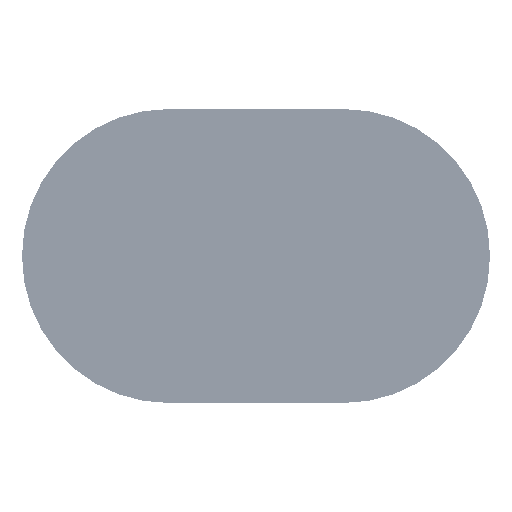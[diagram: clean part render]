
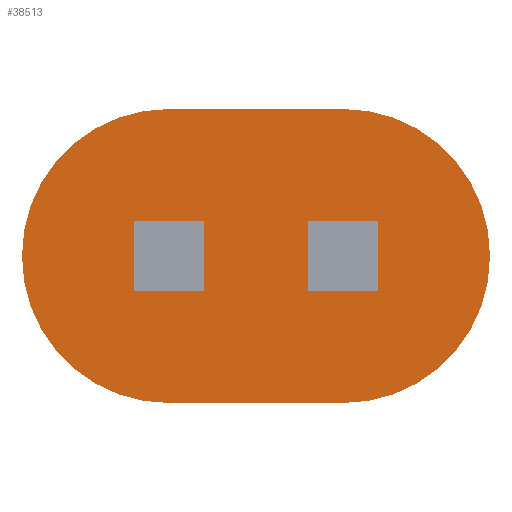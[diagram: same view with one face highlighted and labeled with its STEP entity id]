
A CAD part, front view. The second image highlights one B-rep face of the part: STEP entity #38513.
In plain terms, the highlighted planar face has unit normal (0, -1, 0).
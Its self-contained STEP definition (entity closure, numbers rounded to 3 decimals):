
#539 = AXIS2_PLACEMENT_3D ( 'NONE', #43998, #20759, #47893 ) ;
#1040 = VERTEX_POINT ( 'NONE', #2383 ) ;
#1192 = VERTEX_POINT ( 'NONE', #23624 ) ;
#1486 = VECTOR ( 'NONE', #49087, 1000. ) ;
#2134 = VERTEX_POINT ( 'NONE', #13529 ) ;
#2383 = CARTESIAN_POINT ( 'NONE',  ( 1135., 0., 1900. ) ) ;
#2812 = DIRECTION ( 'NONE',  ( 0., 1., 0. ) ) ;
#2997 = EDGE_LOOP ( 'NONE', ( #10065, #5225, #22002, #16218, #38627, #37283, #36184, #26610 ) ) ;
#4187 = DIRECTION ( 'NONE',  ( 0., 0., 1. ) ) ;
#4855 = CARTESIAN_POINT ( 'NONE',  ( -1135., 0., 1900. ) ) ;
#5090 = CIRCLE ( 'NONE', #44037, 1890. ) ;
#5225 = ORIENTED_EDGE ( 'NONE', *, *, #8952, .F. ) ;
#6026 = EDGE_CURVE ( 'NONE', #2134, #41266, #43152, .T. ) ;
#8641 = AXIS2_PLACEMENT_3D ( 'NONE', #42629, #19359, #46511 ) ;
#8952 = EDGE_CURVE ( 'NONE', #26876, #1192, #29165, .T. ) ;
#10065 = ORIENTED_EDGE ( 'NONE', *, *, #47768, .F. ) ;
#10467 = CIRCLE ( 'NONE', #32853, 1890. ) ;
#13473 = DIRECTION ( 'NONE',  ( 0., 0., -1. ) ) ;
#13492 = PLANE ( 'NONE',  #18968 ) ;
#13529 = CARTESIAN_POINT ( 'NONE',  ( -3025., 0., -10. ) ) ;
#16218 = ORIENTED_EDGE ( 'NONE', *, *, #32540, .F. ) ;
#16597 = CARTESIAN_POINT ( 'NONE',  ( 3025., 0., 10. ) ) ;
#18259 = CARTESIAN_POINT ( 'NONE',  ( -3025., 0., 10. ) ) ;
#18968 = AXIS2_PLACEMENT_3D ( 'NONE', #40709, #44614, #21368 ) ;
#19359 = DIRECTION ( 'NONE',  ( 0., 1., 0. ) ) ;
#20351 = CARTESIAN_POINT ( 'NONE',  ( -1135., 0., -1900. ) ) ;
#20759 = DIRECTION ( 'NONE',  ( 0., 1., 0. ) ) ;
#21280 = VECTOR ( 'NONE', #4187, 1000. ) ;
#21368 = DIRECTION ( 'NONE',  ( 0., 0., 1. ) ) ;
#21930 = VERTEX_POINT ( 'NONE', #20351 ) ;
#22002 = ORIENTED_EDGE ( 'NONE', *, *, #22048, .F. ) ;
#22048 = EDGE_CURVE ( 'NONE', #1040, #26876, #5090, .T. ) ;
#23098 = CARTESIAN_POINT ( 'NONE',  ( -1135., 0., -10. ) ) ;
#23624 = CARTESIAN_POINT ( 'NONE',  ( 3025., 0., -10. ) ) ;
#24417 = EDGE_CURVE ( 'NONE', #21930, #2134, #10467, .T. ) ;
#26294 = CARTESIAN_POINT ( 'NONE',  ( 1135., 0., 10. ) ) ;
#26610 = ORIENTED_EDGE ( 'NONE', *, *, #37401, .F. ) ;
#26742 = VECTOR ( 'NONE', #13473, 1000. ) ;
#26876 = VERTEX_POINT ( 'NONE', #16597 ) ;
#27049 = DIRECTION ( 'NONE',  ( 0., 0., 1. ) ) ;
#28262 = VECTOR ( 'NONE', #50078, 1000. ) ;
#29165 = LINE ( 'NONE', #48305, #26742 ) ;
#30210 = DIRECTION ( 'NONE',  ( 0., 0., -1. ) ) ;
#32540 = EDGE_CURVE ( 'NONE', #35109, #1040, #38545, .T. ) ;
#32853 = AXIS2_PLACEMENT_3D ( 'NONE', #23098, #50176, #27049 ) ;
#33925 = LINE ( 'NONE', #37275, #1486 ) ;
#35072 = FACE_OUTER_BOUND ( 'NONE', #2997, .T. ) ;
#35109 = VERTEX_POINT ( 'NONE', #4855 ) ;
#36184 = ORIENTED_EDGE ( 'NONE', *, *, #24417, .F. ) ;
#37014 = CIRCLE ( 'NONE', #8641, 1890. ) ;
#37275 = CARTESIAN_POINT ( 'NONE',  ( -1135., 0., -1900. ) ) ;
#37283 = ORIENTED_EDGE ( 'NONE', *, *, #6026, .F. ) ;
#37401 = EDGE_CURVE ( 'NONE', #42980, #21930, #33925, .T. ) ;
#38513 = ADVANCED_FACE ( 'NONE', ( #35072 ), #13492, .F. ) ;
#38545 = LINE ( 'NONE', #46061, #28262 ) ;
#38627 = ORIENTED_EDGE ( 'NONE', *, *, #43546, .F. ) ;
#40709 = CARTESIAN_POINT ( 'NONE',  ( 1135., 0., -10. ) ) ;
#41266 = VERTEX_POINT ( 'NONE', #18259 ) ;
#42629 = CARTESIAN_POINT ( 'NONE',  ( -1135., 0., 10. ) ) ;
#42980 = VERTEX_POINT ( 'NONE', #46395 ) ;
#43152 = LINE ( 'NONE', #43207, #21280 ) ;
#43207 = CARTESIAN_POINT ( 'NONE',  ( -3025., 0., 10. ) ) ;
#43546 = EDGE_CURVE ( 'NONE', #41266, #35109, #37014, .T. ) ;
#43998 = CARTESIAN_POINT ( 'NONE',  ( 1135., 0., -10. ) ) ;
#44037 = AXIS2_PLACEMENT_3D ( 'NONE', #26294, #2812, #30210 ) ;
#44614 = DIRECTION ( 'NONE',  ( 0., 1., 0. ) ) ;
#46061 = CARTESIAN_POINT ( 'NONE',  ( -1135., 0., 1900. ) ) ;
#46395 = CARTESIAN_POINT ( 'NONE',  ( 1135., 0., -1900. ) ) ;
#46511 = DIRECTION ( 'NONE',  ( 0., 0., -1. ) ) ;
#47768 = EDGE_CURVE ( 'NONE', #1192, #42980, #48360, .T. ) ;
#47893 = DIRECTION ( 'NONE',  ( 0., 0., 1. ) ) ;
#48305 = CARTESIAN_POINT ( 'NONE',  ( 3025., 0., 10. ) ) ;
#48360 = CIRCLE ( 'NONE', #539, 1890. ) ;
#49087 = DIRECTION ( 'NONE',  ( -1., 0., 0. ) ) ;
#50078 = DIRECTION ( 'NONE',  ( 1., 0., 0. ) ) ;
#50176 = DIRECTION ( 'NONE',  ( 0., 1., 0. ) ) ;
